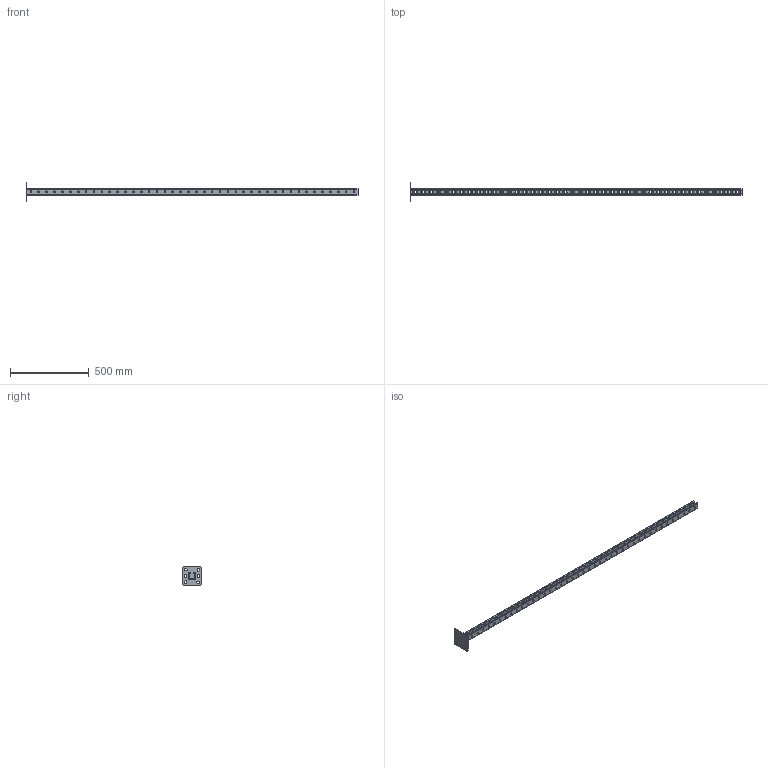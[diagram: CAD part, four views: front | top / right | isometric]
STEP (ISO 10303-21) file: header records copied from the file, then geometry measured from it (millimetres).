
FILE_DESCRIPTION (( 'STEP AP203' ), '1' );
FILE_NAME ('Êðîíøòåéí ïîòîëî÷íûé îäèíàðíûé_h41-2100.step', '2022-01-27T08:30:23', ( '' ), ( '' ), 'SwSTEP 2.0', 'SolidWorks 2017', '' );
FILE_SCHEMA (( 'CONFIG_CONTROL_DESIGN' ));
Length unit declared in the file: millimetre
Products named in the file (3): Ïÿòêà ïîòîëî÷êàÿ; Êðîíøòåéí ïîòîëî÷íûé îäèíàðíûé_h41-2100; STRUT-镳铘桦黖h41-2100
Assembly tree (2 placements, depth 2):
  Êðîíøòåéí ïîòîëî÷íûé îäèíàðíûé_h41-2100
    Ïÿòêà ïîòîëî÷êàÿ
    STRUT-镳铘桦黖h41-2100
Bounding box: 2106 x 120 x 120 mm (x, y, z)
Volume: 726060.1 mm3; surface area: 576052.1 mm2
Topology: 2 solids, 2 shells, 2194 faces, 6522 edges, 4332 vertices
Faces by surface type: plane 1912, cylinder 282
Entity records: 73279 total; most frequent: CARTESIAN_POINT 13053, ORIENTED_EDGE 13044, DIRECTION 11484, EDGE_CURVE 6522, LINE 5958, VECTOR 5958, VERTEX_POINT 4332, AXIS2_PLACEMENT_3D 2763
